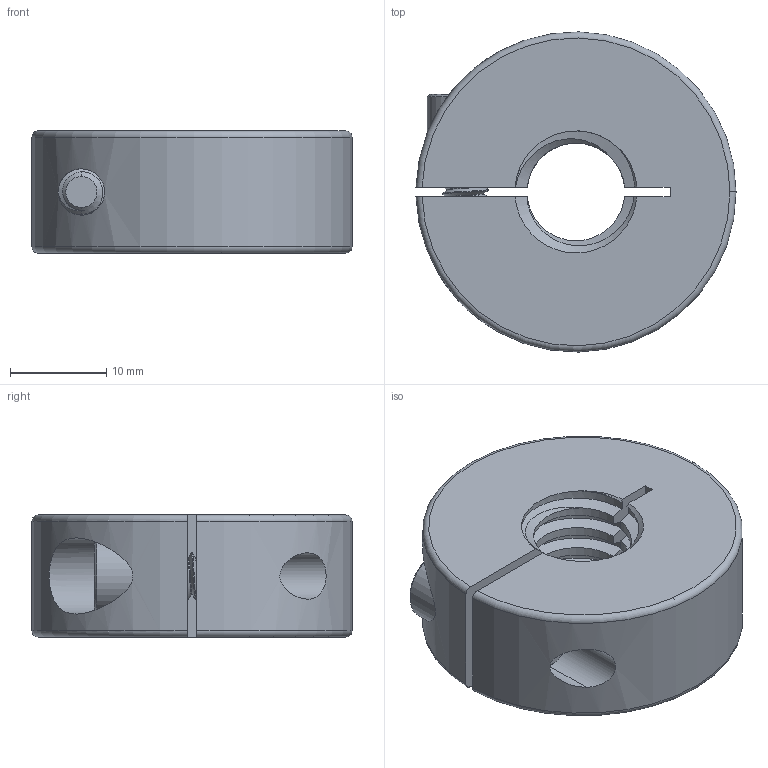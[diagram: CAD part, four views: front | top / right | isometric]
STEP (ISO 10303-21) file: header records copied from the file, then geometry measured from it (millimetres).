
FILE_DESCRIPTION (( 'STEP AP203' ), '1' );
FILE_NAME ('ACME Locking Collar_6698K13_sldprt.STEP', '2023-01-20T01:39:53', ( '' ), ( '' ), 'SwSTEP 2.0', 'SolidWorks 2022', '' );
FILE_SCHEMA (( 'CONFIG_CONTROL_DESIGN' ));
Length unit declared in the file: inch
Products named in the file (1): ACME Locking Collar_6698K13_sldprt
Bounding box: 33.27 x 33.27 x 12.7 mm (x, y, z)
Volume: 9252 mm3; surface area: 4719.4 mm2
Topology: 2 solids, 2 shells, 158 faces, 435 edges, 284 vertices
Faces by surface type: cylinder 84, bspline 32, plane 20, cone 17, torus 5
Entity records: 14775 total; most frequent: CARTESIAN_POINT 11458, ORIENTED_EDGE 870, DIRECTION 474, EDGE_CURVE 435, VERTEX_POINT 284, AXIS2_PLACEMENT_3D 173, EDGE_LOOP 165, ADVANCED_FACE 158
